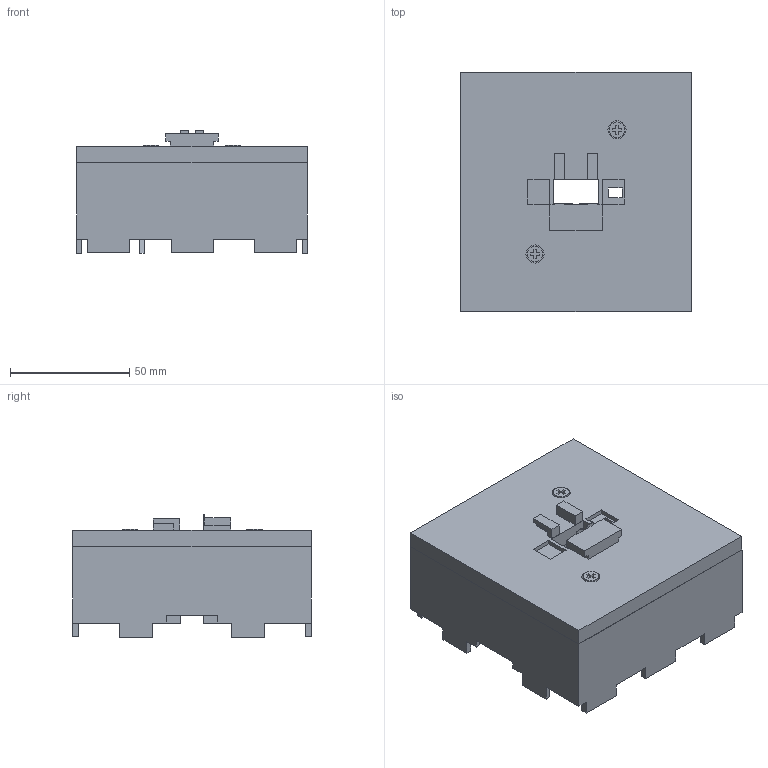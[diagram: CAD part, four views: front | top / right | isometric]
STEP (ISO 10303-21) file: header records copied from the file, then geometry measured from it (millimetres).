
FILE_DESCRIPTION((''),'2;1');
FILE_NAME('SB105092_3D-SOFTWARE_COLOUR','2013-09-02T',('SESA231906'),('Schneider-Electric'),'PRO/ENGINEER BY PARAMETRIC TECHNOLOGY CORPORATION, 2011410','PRO/ENGINEER BY PARAMETRIC TECHNOLOGY CORPORATION, 2011410','');
FILE_SCHEMA(('CONFIG_CONTROL_DESIGN'));
Length unit declared in the file: millimetre
Products named in the file (1): SB105092_3D-SOFTWARE_COLOUR
Bounding box: 96.5 x 100 x 51.4 mm (x, y, z)
Volume: 193744 mm3; surface area: 89132.2 mm2
Topology: 1 solids, 1 shells, 498 faces, 1413 edges, 936 vertices
Faces by surface type: plane 454, cylinder 44
Entity records: 15959 total; most frequent: CARTESIAN_POINT 2847, ORIENTED_EDGE 2826, DIRECTION 2497, EDGE_CURVE 1413, VECTOR 1325, LINE 1325, VERTEX_POINT 936, AXIS2_PLACEMENT_3D 586
